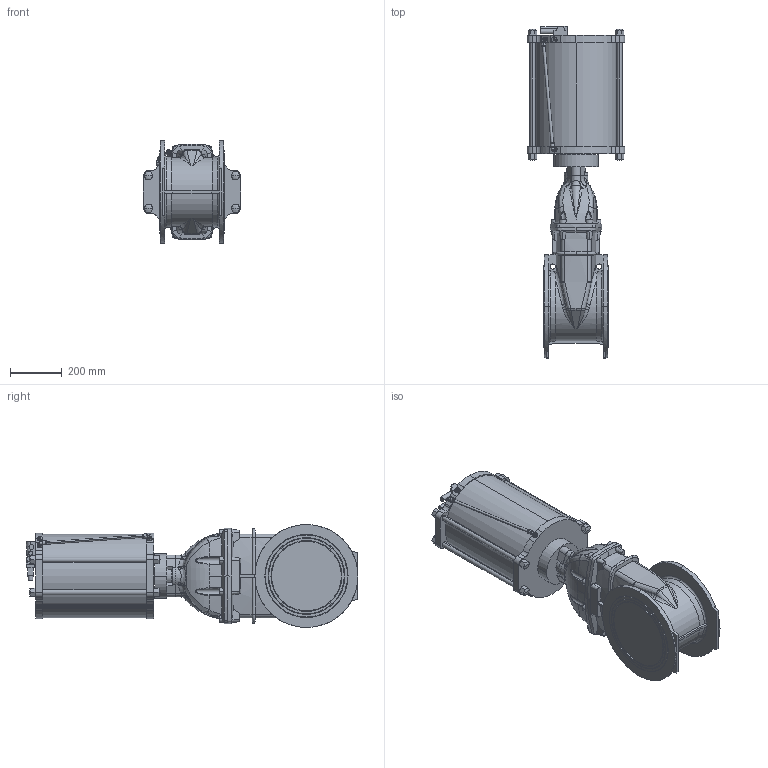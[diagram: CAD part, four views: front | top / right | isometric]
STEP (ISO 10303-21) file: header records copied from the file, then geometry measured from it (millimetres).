
FILE_DESCRIPTION (( 'STEP AP203' ), '1' );
FILE_NAME ('7152503003009 Outline drawing.STEP', '2014-06-24T09:19:52', ( '' ), ( '' ), 'SwSTEP 2.0', 'SolidWorks 2012', '' );
FILE_SCHEMA (( 'CONFIG_CONTROL_DESIGN' ));
Length unit declared in the file: millimetre
Products named in the file (1): 7152503003009 Outline drawing
Bounding box: 378 x 1289 x 400 mm (x, y, z)
Volume: 75487926 mm3; surface area: 1962730.3 mm2
Topology: 1 solids, 1 shells, 843 faces, 2145 edges, 1320 vertices
Faces by surface type: plane 273, cone 196, cylinder 186, bspline 116, torus 46, sphere 26
Entity records: 35990 total; most frequent: CARTESIAN_POINT 16895, ORIENTED_EDGE 4246, DIRECTION 3692, EDGE_CURVE 2123, AXIS2_PLACEMENT_3D 1480, VERTEX_POINT 1318, EDGE_LOOP 895, FACE_OUTER_BOUND 843
